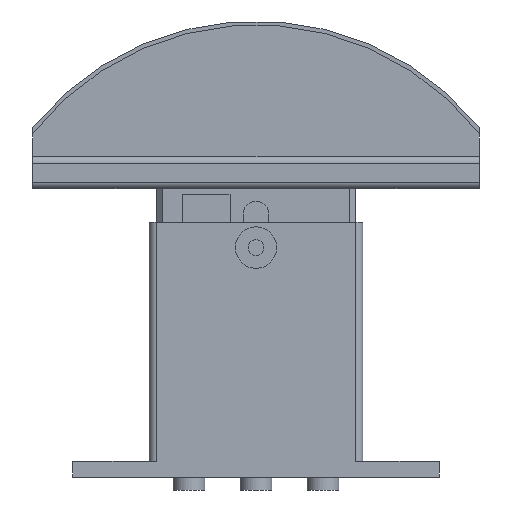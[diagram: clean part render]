
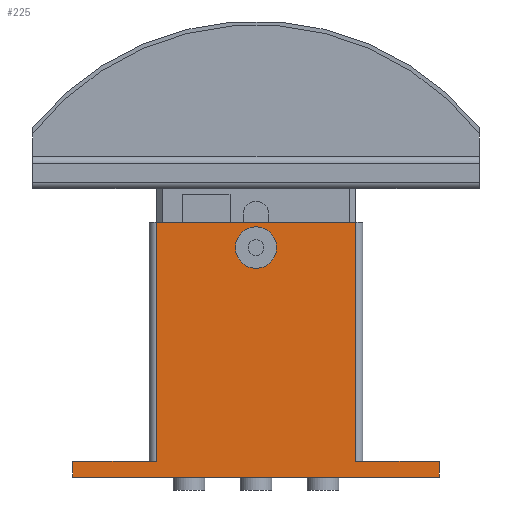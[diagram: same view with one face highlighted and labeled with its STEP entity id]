
A CAD part, front view. The second image highlights one B-rep face of the part: STEP entity #225.
In plain terms, the highlighted planar face has unit normal (0, -1, 0).
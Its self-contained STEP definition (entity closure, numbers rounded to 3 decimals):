
#225=ADVANCED_FACE('',(#526,#527),#528,.T.);
#526=FACE_BOUND('',#914,.T.);
#527=FACE_OUTER_BOUND('',#915,.T.);
#528=PLANE('',#916);
#914=EDGE_LOOP('',(#1469,#1470));
#915=EDGE_LOOP('',(#1471,#1472,#1473,#1474,#1475,#1476,#1477,#1478));
#916=AXIS2_PLACEMENT_3D('',#1479,#1480,#1481);
#1469=ORIENTED_EDGE('',*,*,#2290,.T.);
#1470=ORIENTED_EDGE('',*,*,#2249,.T.);
#1471=ORIENTED_EDGE('',*,*,#2361,.T.);
#1472=ORIENTED_EDGE('',*,*,#2355,.T.);
#1473=ORIENTED_EDGE('',*,*,#2358,.T.);
#1474=ORIENTED_EDGE('',*,*,#2335,.F.);
#1475=ORIENTED_EDGE('',*,*,#2365,.T.);
#1476=ORIENTED_EDGE('',*,*,#2366,.F.);
#1477=ORIENTED_EDGE('',*,*,#2367,.T.);
#1478=ORIENTED_EDGE('',*,*,#2368,.T.);
#1479=CARTESIAN_POINT('',(-28.75,-17.5,0.0));
#1480=DIRECTION('',(0.0,-1.0,0.0));
#1481=DIRECTION('',(1.0,0.0,0.0));
#2249=EDGE_CURVE('',#2680,#2677,#2681,.T.);
#2290=EDGE_CURVE('',#2677,#2680,#2739,.T.);
#2335=EDGE_CURVE('',#2802,#2797,#2804,.T.);
#2355=EDGE_CURVE('',#2835,#2833,#2836,.T.);
#2358=EDGE_CURVE('',#2833,#2797,#2839,.T.);
#2361=EDGE_CURVE('',#2842,#2835,#2843,.T.);
#2365=EDGE_CURVE('',#2802,#2848,#2849,.T.);
#2366=EDGE_CURVE('',#2850,#2848,#2851,.T.);
#2367=EDGE_CURVE('',#2850,#2852,#2853,.T.);
#2368=EDGE_CURVE('',#2852,#2842,#2854,.T.);
#2677=VERTEX_POINT('',#3298);
#2680=VERTEX_POINT('',#3302);
#2681=CIRCLE('',#3303,6.5);
#2739=CIRCLE('',#3370,6.5);
#2797=VERTEX_POINT('',#3444);
#2802=VERTEX_POINT('',#3450);
#2804=LINE('',#3452,#3453);
#2833=VERTEX_POINT('',#3491);
#2835=VERTEX_POINT('',#3493);
#2836=LINE('',#3494,#3495);
#2839=LINE('',#3498,#3499);
#2842=VERTEX_POINT('',#3503);
#2843=LINE('',#3504,#3505);
#2848=VERTEX_POINT('',#3512);
#2849=LINE('',#3513,#3514);
#2850=VERTEX_POINT('',#3515);
#2851=LINE('',#3516,#3517);
#2852=VERTEX_POINT('',#3518);
#2853=LINE('',#3519,#3520);
#2854=LINE('',#3521,#3522);
#3298=CARTESIAN_POINT('',(6.5,-17.5,72.0));
#3302=CARTESIAN_POINT('',(-6.5,-17.5,72.0));
#3303=AXIS2_PLACEMENT_3D('',#4135,#4136,#4137);
#3370=AXIS2_PLACEMENT_3D('',#4201,#4202,#4203);
#3444=CARTESIAN_POINT('',(-31.2,-17.5,80.0));
#3450=CARTESIAN_POINT('',(-31.2,-17.5,5.0));
#3452=CARTESIAN_POINT('',(-31.2,-17.5,5.0));
#3453=VECTOR('',#4263,1.0);
#3491=CARTESIAN_POINT('',(31.2,-17.5,80.0));
#3493=CARTESIAN_POINT('',(31.2,-17.5,5.0));
#3494=CARTESIAN_POINT('',(31.2,-17.5,5.0));
#3495=VECTOR('',#4288,1.0);
#3498=CARTESIAN_POINT('',(0.0,-17.5,80.0));
#3499=VECTOR('',#4292,1.0);
#3503=CARTESIAN_POINT('',(57.5,-17.5,5.0));
#3504=CARTESIAN_POINT('',(0.0,-17.5,5.0));
#3505=VECTOR('',#4294,1.0);
#3512=CARTESIAN_POINT('',(-57.5,-17.5,5.0));
#3513=CARTESIAN_POINT('',(0.0,-17.5,5.0));
#3514=VECTOR('',#4297,1.0);
#3515=CARTESIAN_POINT('',(-57.5,-17.5,0.0));
#3516=CARTESIAN_POINT('',(-57.5,-17.5,0.0));
#3517=VECTOR('',#4298,1.0);
#3518=CARTESIAN_POINT('',(57.5,-17.5,0.0));
#3519=CARTESIAN_POINT('',(0.0,-17.5,0.0));
#3520=VECTOR('',#4299,1.0);
#3521=CARTESIAN_POINT('',(57.5,-17.5,0.0));
#3522=VECTOR('',#4300,1.0);
#4135=CARTESIAN_POINT('',(0.0,-17.5,72.0));
#4136=DIRECTION('',(-0.0,1.0,0.0));
#4137=DIRECTION('',(1.0,0.0,0.0));
#4201=CARTESIAN_POINT('',(0.0,-17.5,72.0));
#4202=DIRECTION('',(-0.0,1.0,0.0));
#4203=DIRECTION('',(1.0,0.0,0.0));
#4263=DIRECTION('',(0.0,0.0,1.0));
#4288=DIRECTION('',(0.0,0.0,1.0));
#4292=DIRECTION('',(-1.0,-0.0,-0.0));
#4294=DIRECTION('',(-1.0,-0.0,-0.0));
#4297=DIRECTION('',(-1.0,-0.0,-0.0));
#4298=DIRECTION('',(0.0,0.0,1.0));
#4299=DIRECTION('',(1.0,0.0,0.0));
#4300=DIRECTION('',(0.0,0.0,1.0));
